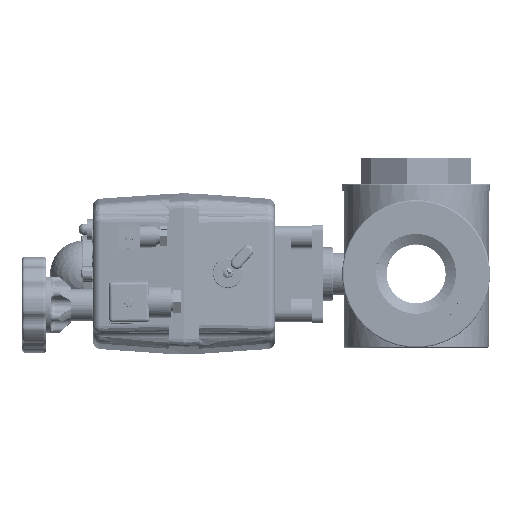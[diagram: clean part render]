
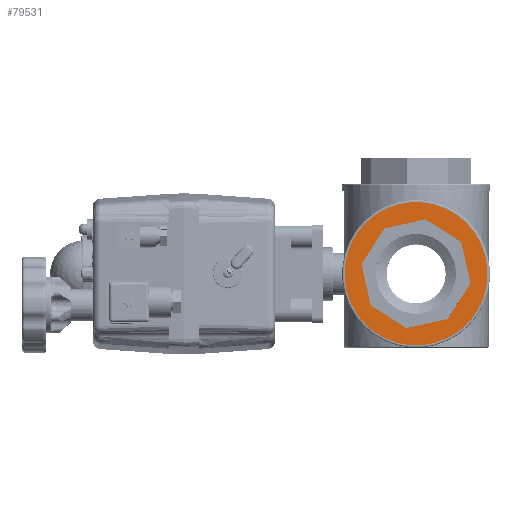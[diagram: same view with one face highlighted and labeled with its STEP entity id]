
A CAD part, top view. The second image highlights one B-rep face of the part: STEP entity #79531.
In plain terms, the highlighted planar face has unit normal (0, 0, 1).
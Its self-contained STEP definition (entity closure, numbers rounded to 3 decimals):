
#493 = VECTOR ( 'NONE', #105530, 1000. ) ;
#799 = DIRECTION ( 'NONE',  ( 0.216, -0.976, 0. ) ) ;
#3285 = ORIENTED_EDGE ( 'NONE', *, *, #32936, .F. ) ;
#5565 = DIRECTION ( 'NONE',  ( 0., 0., -1. ) ) ;
#11254 = EDGE_CURVE ( 'NONE', #105049, #50281, #47087, .T. ) ;
#13470 = DIRECTION ( 'NONE',  ( -0.573, 0.819, 0. ) ) ;
#15181 = EDGE_CURVE ( 'NONE', #65709, #138687, #113580, .T. ) ;
#18191 = ORIENTED_EDGE ( 'NONE', *, *, #15181, .F. ) ;
#19636 = CARTESIAN_POINT ( 'NONE',  ( 27.719, -39.649, 61.1 ) ) ;
#22927 = VERTEX_POINT ( 'NONE', #19636 ) ;
#23230 = CIRCLE ( 'NONE', #69096, 48.438 ) ;
#23423 = CARTESIAN_POINT ( 'NONE',  ( -21.467, 30.629, 61.1 ) ) ;
#26034 = VERTEX_POINT ( 'NONE', #42521 ) ;
#26114 = EDGE_CURVE ( 'NONE', #174805, #68950, #74184, .T. ) ;
#28888 = ORIENTED_EDGE ( 'NONE', *, *, #54575, .F. ) ;
#29728 = ORIENTED_EDGE ( 'NONE', *, *, #26114, .F. ) ;
#30000 = CARTESIAN_POINT ( 'NONE',  ( -0.055, 0.035, 61.1 ) ) ;
#32936 = EDGE_CURVE ( 'NONE', #50281, #26034, #170148, .T. ) ;
#35650 = DIRECTION ( 'NONE',  ( 0., 0., 1. ) ) ;
#37997 = EDGE_CURVE ( 'NONE', #95473, #22927, #23230, .T. ) ;
#39925 = DIRECTION ( 'NONE',  ( -0.537, -0.843, 0. ) ) ;
#40395 = LINE ( 'NONE', #205864, #493 ) ;
#42287 = CARTESIAN_POINT ( 'NONE',  ( -27.828, 39.719, 61.1 ) ) ;
#42521 = CARTESIAN_POINT ( 'NONE',  ( 6.438, 36.809, 61.1 ) ) ;
#47087 = LINE ( 'NONE', #135277, #70012 ) ;
#47714 = DIRECTION ( 'NONE',  ( -0.843, 0.537, 0. ) ) ;
#49101 = CARTESIAN_POINT ( 'NONE',  ( -30.649, -21.377, 61.1 ) ) ;
#50281 = VERTEX_POINT ( 'NONE', #91516 ) ;
#51474 = DIRECTION ( 'NONE',  ( -0.216, 0.976, 0. ) ) ;
#54108 = FACE_BOUND ( 'NONE', #85792, .T. ) ;
#54575 = EDGE_CURVE ( 'NONE', #68950, #141068, #84634, .T. ) ;
#55536 = EDGE_CURVE ( 'NONE', #138687, #105049, #40395, .T. ) ;
#57414 = PLANE ( 'NONE',  #62471 ) ;
#62471 = AXIS2_PLACEMENT_3D ( 'NONE', #188650, #5565, #155605 ) ;
#65709 = VERTEX_POINT ( 'NONE', #119119 ) ;
#67585 = DIRECTION ( 'NONE',  ( -0.976, -0.216, 0. ) ) ;
#68950 = VERTEX_POINT ( 'NONE', #207081 ) ;
#69096 = AXIS2_PLACEMENT_3D ( 'NONE', #30000, #130415, #13470 ) ;
#70012 = VECTOR ( 'NONE', #51474, 1000. ) ;
#74184 = LINE ( 'NONE', #23423, #143061 ) ;
#79531 = ADVANCED_FACE ( 'NONE', ( #54108, #141225 ), #57414, .F. ) ;
#82658 = CARTESIAN_POINT ( 'NONE',  ( -6.548, -36.739, 61.1 ) ) ;
#84099 = CARTESIAN_POINT ( 'NONE',  ( 6.438, 36.809, 61.1 ) ) ;
#84195 = LINE ( 'NONE', #198952, #182817 ) ;
#84634 = LINE ( 'NONE', #131042, #201239 ) ;
#85384 = VECTOR ( 'NONE', #167617, 1000. ) ;
#85792 = EDGE_LOOP ( 'NONE', ( #185435, #28888, #29728, #135697, #3285, #158225, #92484, #18191 ) ) ;
#91516 = CARTESIAN_POINT ( 'NONE',  ( 30.539, 21.447, 61.1 ) ) ;
#92484 = ORIENTED_EDGE ( 'NONE', *, *, #55536, .F. ) ;
#95473 = VERTEX_POINT ( 'NONE', #42287 ) ;
#95581 = ORIENTED_EDGE ( 'NONE', *, *, #152719, .T. ) ;
#100596 = CARTESIAN_POINT ( 'NONE',  ( 21.357, -30.559, 61.1 ) ) ;
#102948 = DIRECTION ( 'NONE',  ( -0.573, 0.819, 0. ) ) ;
#105049 = VERTEX_POINT ( 'NONE', #174288 ) ;
#105530 = DIRECTION ( 'NONE',  ( 0.537, 0.843, 0. ) ) ;
#112391 = VECTOR ( 'NONE', #47714, 1000. ) ;
#113580 = LINE ( 'NONE', #82658, #85384 ) ;
#116175 = CIRCLE ( 'NONE', #123213, 48.438 ) ;
#119119 = CARTESIAN_POINT ( 'NONE',  ( -6.548, -36.739, 61.1 ) ) ;
#123213 = AXIS2_PLACEMENT_3D ( 'NONE', #186806, #35650, #102948 ) ;
#130415 = DIRECTION ( 'NONE',  ( 0., 0., 1. ) ) ;
#131042 = CARTESIAN_POINT ( 'NONE',  ( -36.829, 6.528, 61.1 ) ) ;
#131608 = CARTESIAN_POINT ( 'NONE',  ( 30.539, 21.447, 61.1 ) ) ;
#132747 = DIRECTION ( 'NONE',  ( 0.843, -0.537, 0. ) ) ;
#135277 = CARTESIAN_POINT ( 'NONE',  ( 36.719, -6.458, 61.1 ) ) ;
#135697 = ORIENTED_EDGE ( 'NONE', *, *, #146726, .F. ) ;
#138687 = VERTEX_POINT ( 'NONE', #100596 ) ;
#141068 = VERTEX_POINT ( 'NONE', #49101 ) ;
#141225 = FACE_OUTER_BOUND ( 'NONE', #209451, .T. ) ;
#143061 = VECTOR ( 'NONE', #39925, 1000. ) ;
#146726 = EDGE_CURVE ( 'NONE', #26034, #174805, #182285, .T. ) ;
#152719 = EDGE_CURVE ( 'NONE', #22927, #95473, #116175, .T. ) ;
#155605 = DIRECTION ( 'NONE',  ( 0., -1., 0. ) ) ;
#158225 = ORIENTED_EDGE ( 'NONE', *, *, #11254, .F. ) ;
#158499 = VECTOR ( 'NONE', #67585, 1000. ) ;
#167617 = DIRECTION ( 'NONE',  ( 0.976, 0.216, 0. ) ) ;
#168206 = EDGE_CURVE ( 'NONE', #141068, #65709, #84195, .T. ) ;
#170148 = LINE ( 'NONE', #131608, #112391 ) ;
#174288 = CARTESIAN_POINT ( 'NONE',  ( 36.719, -6.458, 61.1 ) ) ;
#174805 = VERTEX_POINT ( 'NONE', #183430 ) ;
#182285 = LINE ( 'NONE', #84099, #158499 ) ;
#182817 = VECTOR ( 'NONE', #132747, 1000. ) ;
#183430 = CARTESIAN_POINT ( 'NONE',  ( -21.467, 30.629, 61.1 ) ) ;
#185435 = ORIENTED_EDGE ( 'NONE', *, *, #168206, .F. ) ;
#186806 = CARTESIAN_POINT ( 'NONE',  ( -0.055, 0.035, 61.1 ) ) ;
#188650 = CARTESIAN_POINT ( 'NONE',  ( -0.055, 0.035, 61.1 ) ) ;
#198952 = CARTESIAN_POINT ( 'NONE',  ( -30.649, -21.377, 61.1 ) ) ;
#201239 = VECTOR ( 'NONE', #799, 1000. ) ;
#205864 = CARTESIAN_POINT ( 'NONE',  ( 21.357, -30.559, 61.1 ) ) ;
#206118 = ORIENTED_EDGE ( 'NONE', *, *, #37997, .T. ) ;
#207081 = CARTESIAN_POINT ( 'NONE',  ( -36.829, 6.528, 61.1 ) ) ;
#209451 = EDGE_LOOP ( 'NONE', ( #206118, #95581 ) ) ;
